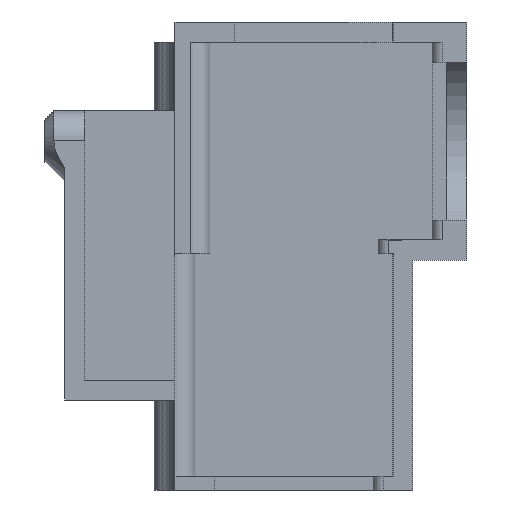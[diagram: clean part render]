
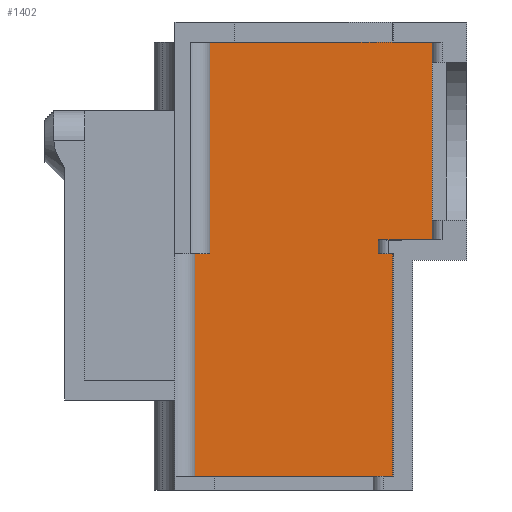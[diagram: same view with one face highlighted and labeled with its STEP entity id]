
A CAD part, front view. The second image highlights one B-rep face of the part: STEP entity #1402.
In plain terms, the highlighted planar face has unit normal (0, -1, 0).
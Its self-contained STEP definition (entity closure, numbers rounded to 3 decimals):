
#49=PLANE('',#1503);
#113=FACE_OUTER_BOUND('',#189,.T.);
#189=EDGE_LOOP('',(#1134,#1135,#1136,#1137,#1138,#1139,#1140,#1141,#1142));
#310=LINE('',#2187,#472);
#334=LINE('',#2237,#496);
#335=LINE('',#2239,#497);
#336=LINE('',#2240,#498);
#337=LINE('',#2242,#499);
#338=LINE('',#2244,#500);
#339=LINE('',#2246,#501);
#340=LINE('',#2248,#502);
#341=LINE('',#2249,#503);
#472=VECTOR('',#1758,10.);
#496=VECTOR('',#1798,10.);
#497=VECTOR('',#1799,10.);
#498=VECTOR('',#1800,10.);
#499=VECTOR('',#1801,10.);
#500=VECTOR('',#1802,10.);
#501=VECTOR('',#1803,10.);
#502=VECTOR('',#1804,10.);
#503=VECTOR('',#1805,10.);
#671=VERTEX_POINT('',#2184);
#672=VERTEX_POINT('',#2186);
#687=VERTEX_POINT('',#2228);
#690=VERTEX_POINT('',#2236);
#691=VERTEX_POINT('',#2238);
#692=VERTEX_POINT('',#2241);
#693=VERTEX_POINT('',#2243);
#694=VERTEX_POINT('',#2245);
#695=VERTEX_POINT('',#2247);
#835=EDGE_CURVE('',#672,#671,#310,.T.);
#860=EDGE_CURVE('',#690,#671,#334,.T.);
#861=EDGE_CURVE('',#691,#690,#335,.T.);
#862=EDGE_CURVE('',#691,#687,#336,.F.);
#863=EDGE_CURVE('',#687,#692,#337,.F.);
#864=EDGE_CURVE('',#693,#692,#338,.T.);
#865=EDGE_CURVE('',#693,#694,#339,.T.);
#866=EDGE_CURVE('',#695,#694,#340,.T.);
#867=EDGE_CURVE('',#672,#695,#341,.T.);
#1134=ORIENTED_EDGE('',*,*,#835,.T.);
#1135=ORIENTED_EDGE('',*,*,#860,.F.);
#1136=ORIENTED_EDGE('',*,*,#861,.F.);
#1137=ORIENTED_EDGE('',*,*,#862,.T.);
#1138=ORIENTED_EDGE('',*,*,#863,.T.);
#1139=ORIENTED_EDGE('',*,*,#864,.F.);
#1140=ORIENTED_EDGE('',*,*,#865,.T.);
#1141=ORIENTED_EDGE('',*,*,#866,.F.);
#1142=ORIENTED_EDGE('',*,*,#867,.F.);
#1402=ADVANCED_FACE('',(#113),#49,.T.);
#1503=AXIS2_PLACEMENT_3D('',#2235,#1796,#1797);
#1758=DIRECTION('',(0.,0.,1.));
#1796=DIRECTION('center_axis',(0.,-1.,0.));
#1797=DIRECTION('ref_axis',(-1.,0.,0.));
#1798=DIRECTION('',(-1.,0.,0.));
#1799=DIRECTION('',(0.,0.,-1.));
#1800=DIRECTION('',(1.,0.,0.));
#1801=DIRECTION('',(1.,0.,0.));
#1802=DIRECTION('',(0.,0.,1.));
#1803=DIRECTION('',(1.,0.,0.));
#1804=DIRECTION('',(0.,0.,-1.));
#1805=DIRECTION('',(-1.,0.,0.));
#2184=CARTESIAN_POINT('',(9.9,35.9,25.));
#2186=CARTESIAN_POINT('',(9.9,35.9,1.4));
#2187=CARTESIAN_POINT('',(9.9,35.9,1.4));
#2228=CARTESIAN_POINT('',(-7.3,35.9,44.8));
#2235=CARTESIAN_POINT('Origin',(-9.9,35.9,1.4));
#2236=CARTESIAN_POINT('',(13.8,35.9,25.));
#2237=CARTESIAN_POINT('',(13.8,35.9,25.));
#2238=CARTESIAN_POINT('',(13.8,35.9,44.8));
#2239=CARTESIAN_POINT('',(13.8,35.9,28.95));
#2240=CARTESIAN_POINT('',(-6.475,35.9,44.8));
#2241=CARTESIAN_POINT('',(-11.9,35.9,44.8));
#2242=CARTESIAN_POINT('',(-6.475,35.9,44.8));
#2243=CARTESIAN_POINT('',(-11.9,35.9,0.));
#2244=CARTESIAN_POINT('',(-11.9,35.9,23.6));
#2245=CARTESIAN_POINT('',(-9.9,35.9,0.));
#2246=CARTESIAN_POINT('',(-5.475,35.9,0.));
#2247=CARTESIAN_POINT('',(-9.9,35.9,1.4));
#2248=CARTESIAN_POINT('',(-9.9,35.9,1.4));
#2249=CARTESIAN_POINT('',(-6.475,35.9,1.4));
